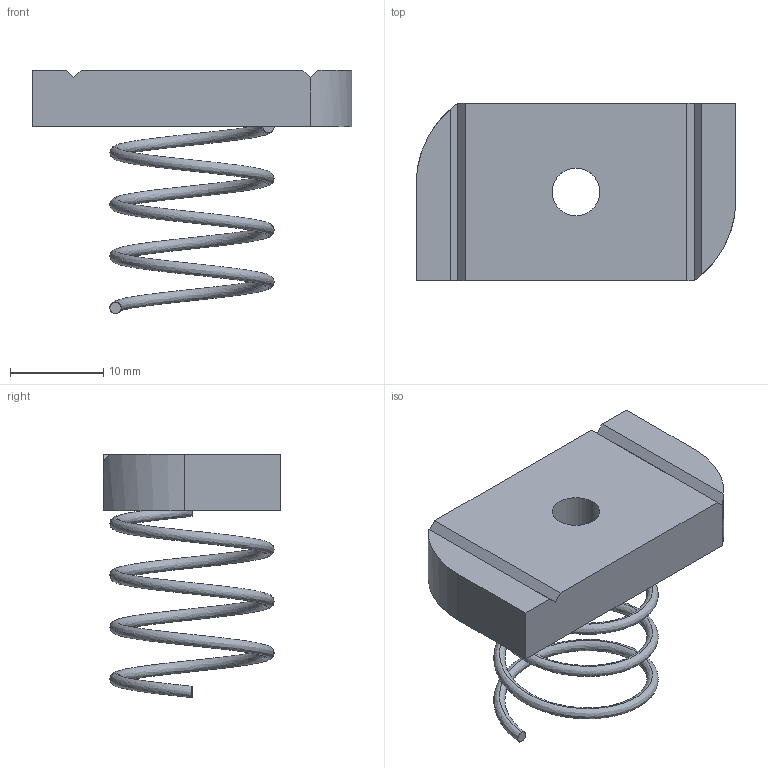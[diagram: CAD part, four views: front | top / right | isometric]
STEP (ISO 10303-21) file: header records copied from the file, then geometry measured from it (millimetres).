
FILE_DESCRIPTION (( 'STEP AP203' ), '1' );
FILE_NAME ('2010.STEP', '2011-10-10T16:07:57', ( 'jgonzalez' ), ( '' ), 'SwSTEP 2.0', 'SolidWorks 2010', '' );
FILE_SCHEMA (( 'CONFIG_CONTROL_DESIGN' ));
Length unit declared in the file: inch
Products named in the file (1): 2010
Bounding box: 34.34 x 19.05 x 26.11 mm (x, y, z)
Volume: 3875.7 mm3; surface area: 2632.6 mm2
Topology: 1 solids, 1 shells, 20 faces, 49 edges, 32 vertices
Faces by surface type: plane 14, cylinder 4, bspline 2
Entity records: 2066 total; most frequent: CARTESIAN_POINT 1520, ORIENTED_EDGE 98, DIRECTION 93, EDGE_CURVE 49, VERTEX_POINT 32, VECTOR 31, LINE 31, AXIS2_PLACEMENT_3D 31
